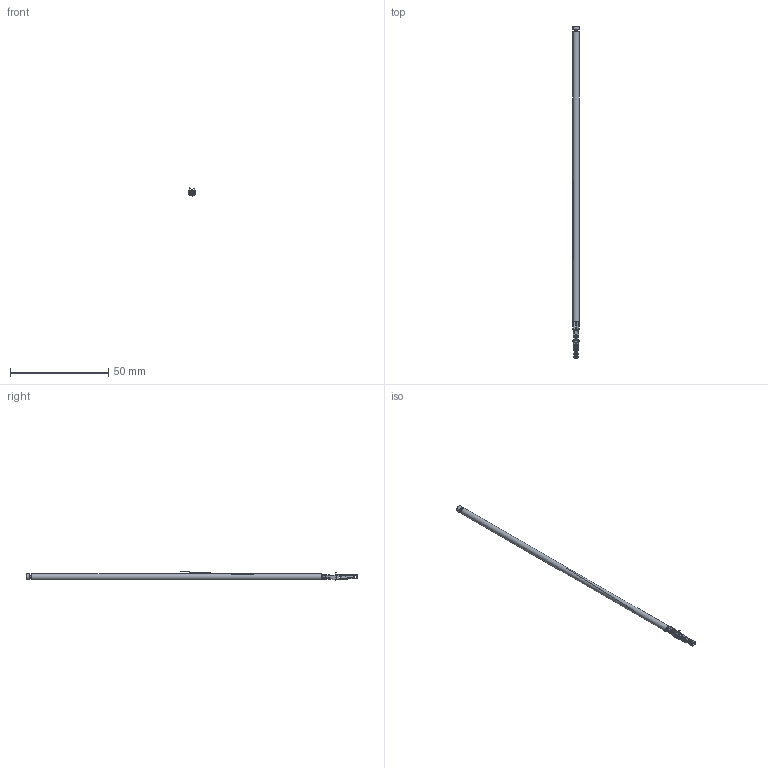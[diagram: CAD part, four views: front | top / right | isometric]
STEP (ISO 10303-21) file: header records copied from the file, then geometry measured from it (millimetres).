
FILE_DESCRIPTION(/* description */ ('Unknown'),/* implementation_level */ '2;1');
FILE_NAME(/* name */ '657500516015',/* time_stamp */ '2022-10-04T10:53:33+02:00',/* author */ ('Unknown'),/* organization */ ('Unknown'),/* preprocessor_version */ 'ST-DEVELOPER v18.102',/* originating_system */ 'Solid Edge',/* authorisation */ 'Unknown');
FILE_SCHEMA (('AUTOMOTIVE_DESIGN {1 0 10303 214 3 1 1}'));
Length unit declared in the file: millimetre
Products named in the file (3): 657500516015; Wire 16AWG Black_UL1015; 65730513722DEC
Assembly tree (2 placements, depth 2):
  657500516015
    Wire 16AWG Black_UL1015
    65730513722DEC
Bounding box: 3.56 x 168.64 x 4.5 mm (x, y, z)
Volume: 1080.7 mm3; surface area: 4431.6 mm2
Topology: 19 solids, 19 shells, 400 faces, 1087 edges, 705 vertices
Faces by surface type: plane 229, cylinder 153, bspline 18
Full cylindrical faces by diameter (mm): 0.23 x5, 0.24 x6, 1.31 x2, 3.1 x2
Entity records: 13050 total; most frequent: CARTESIAN_POINT 2686, ORIENTED_EDGE 2144, DIRECTION 2094, EDGE_CURVE 1072, VERTEX_POINT 705, AXIS2_PLACEMENT_3D 705, LINE 684, VECTOR 684
